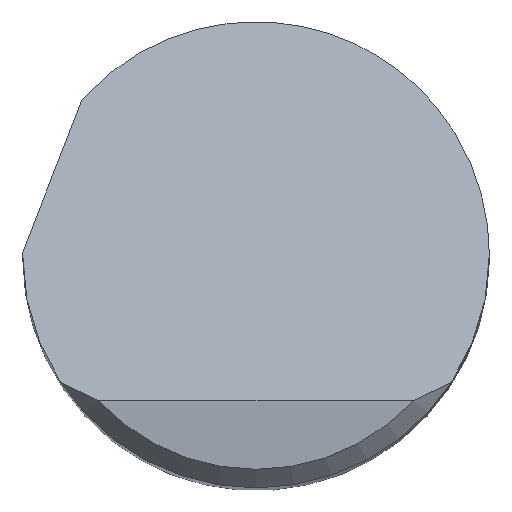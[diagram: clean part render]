
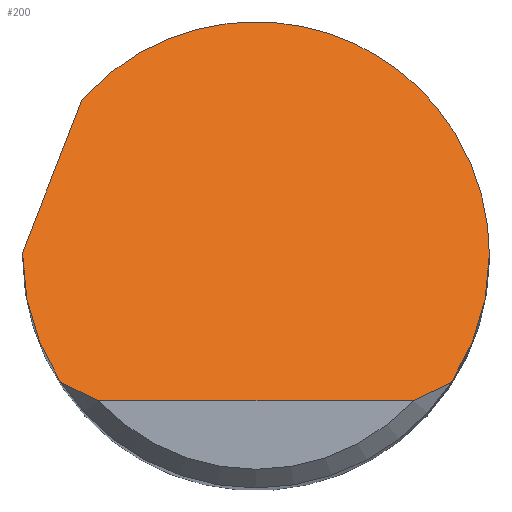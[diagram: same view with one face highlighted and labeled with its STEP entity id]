
A CAD part, top view. The second image highlights one B-rep face of the part: STEP entity #200.
In plain terms, the highlighted planar face has unit normal (0, 0.707, 0.707).
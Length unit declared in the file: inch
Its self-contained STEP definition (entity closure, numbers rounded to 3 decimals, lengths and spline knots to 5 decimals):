
#16 = VERTEX_POINT ( 'NONE', #353 ) ;
#36 = ORIENTED_EDGE ( 'NONE', *, *, #208, .T. ) ;
#42 = LINE ( 'NONE', #582, #92 ) ;
#52 = CARTESIAN_POINT ( 'NONE',  ( -0.23064, -0.10912, 2.49162 ) ) ;
#61 = CARTESIAN_POINT ( 'NONE',  ( 0.1875, 0., 2.3825 ) ) ;
#70 = CARTESIAN_POINT ( 'NONE',  ( 0.1369, -0.11288, 2.49538 ) ) ;
#75 = CARTESIAN_POINT ( 'NONE',  ( -0.1875, 0., 2.3825 ) ) ;
#92 = VECTOR ( 'NONE', #523, 39.37008 ) ;
#99 = B_SPLINE_CURVE_WITH_KNOTS ( 'NONE', 3,
 ( #310, #70, #372, #188 ),
 .UNSPECIFIED., .F., .F.,
 ( 4, 4 ),
 ( 0., 0.00095 ),
 .UNSPECIFIED. ) ;
#111 = FACE_OUTER_BOUND ( 'NONE', #565, .T. ) ;
#147 = VERTEX_POINT ( 'NONE', #580 ) ;
#164 = EDGE_CURVE ( 'NONE', #147, #245, #758, .T. ) ;
#168 = DIRECTION ( 'NONE',  ( 0.265, 0.682, -0.682 ) ) ;
#171 = CARTESIAN_POINT ( 'NONE',  ( -0.1875, -0.1175, 2.5 ) ) ;
#176 = CARTESIAN_POINT ( 'NONE',  ( -0.1875, 0., 2.3825 ) ) ;
#178 = VERTEX_POINT ( 'NONE', #690 ) ;
#188 = CARTESIAN_POINT ( 'NONE',  ( 0.157, -0.1025, 2.485 ) ) ;
#200 = ADVANCED_FACE ( 'NONE', ( #111 ), #697, .F. ) ;
#208 = EDGE_CURVE ( 'NONE', #369, #214, #42, .T. ) ;
#211 = EDGE_CURVE ( 'NONE', #244, #618, #462, .T. ) ;
#214 = VERTEX_POINT ( 'NONE', #290 ) ;
#223 = DIRECTION ( 'NONE',  ( 0., 0.707, -0.707 ) ) ;
#244 = VERTEX_POINT ( 'NONE', #247 ) ;
#245 = VERTEX_POINT ( 'NONE', #254 ) ;
#247 = CARTESIAN_POINT ( 'NONE',  ( -0.157, -0.1025, 2.485 ) ) ;
#254 = CARTESIAN_POINT ( 'NONE',  ( -0.13971, 0.12505, 2.25745 ) ) ;
#265 = CARTESIAN_POINT ( 'NONE',  ( -0.14711, -0.10785, 2.49035 ) ) ;
#273 =( BOUNDED_CURVE ( )  B_SPLINE_CURVE ( 3, ( #332, #630, #571, #636 ),
 .UNSPECIFIED., .F., .F. ) 
 B_SPLINE_CURVE_WITH_KNOTS ( ( 4, 4 ),
 ( 5.44247, 7.85398 ),
 .UNSPECIFIED. ) 
 CURVE ( )  GEOMETRIC_REPRESENTATION_ITEM ( )  RATIONAL_B_SPLINE_CURVE ( ( 1., 0.571, 0.571, 1. ) ) 
 REPRESENTATION_ITEM ( '' )  );
#290 = CARTESIAN_POINT ( 'NONE',  ( 0.12629, -0.1175, 2.5 ) ) ;
#310 = CARTESIAN_POINT ( 'NONE',  ( 0.12629, -0.1175, 2.5 ) ) ;
#332 = CARTESIAN_POINT ( 'NONE',  ( -0.13971, 0.12505, 2.25745 ) ) ;
#343 = CARTESIAN_POINT ( 'NONE',  ( -0.1875, 0.00067, 2.38183 ) ) ;
#345 = CARTESIAN_POINT ( 'NONE',  ( 0.17704, -0.0718, 2.4543 ) ) ;
#353 = CARTESIAN_POINT ( 'NONE',  ( 0.1875, 0., 2.3825 ) ) ;
#355 = EDGE_CURVE ( 'NONE', #618, #147, #751, .T. ) ;
#369 = VERTEX_POINT ( 'NONE', #379 ) ;
#372 = CARTESIAN_POINT ( 'NONE',  ( 0.14711, -0.10785, 2.49035 ) ) ;
#379 = CARTESIAN_POINT ( 'NONE',  ( -0.12629, -0.1175, 2.5 ) ) ;
#385 = CARTESIAN_POINT ( 'NONE',  ( -0.1875, 0.00133, 2.38117 ) ) ;
#402 = DIRECTION ( 'NONE',  ( 0., -0.707, -0.707 ) ) ;
#404 = CARTESIAN_POINT ( 'NONE',  ( 0.157, -0.1025, 2.485 ) ) ;
#406 = B_SPLINE_CURVE_WITH_KNOTS ( 'NONE', 3,
 ( #550, #265, #673, #498 ),
 .UNSPECIFIED., .F., .F.,
 ( 4, 4 ),
 ( 0., 0.00095 ),
 .UNSPECIFIED. ) ;
#417 = AXIS2_PLACEMENT_3D ( 'NONE', #171, #402, #223 ) ;
#425 = CARTESIAN_POINT ( 'NONE',  ( -0.17704, -0.0718, 2.4543 ) ) ;
#432 = ORIENTED_EDGE ( 'NONE', *, *, #504, .F. ) ;
#462 =( BOUNDED_CURVE ( )  B_SPLINE_CURVE ( 3, ( #535, #425, #717, #176 ),
 .UNSPECIFIED., .F., .F. ) 
 B_SPLINE_CURVE_WITH_KNOTS ( ( 4, 4 ),
 ( 4.13401, 4.71239 ),
 .UNSPECIFIED. ) 
 CURVE ( )  GEOMETRIC_REPRESENTATION_ITEM ( )  RATIONAL_B_SPLINE_CURVE ( ( 1., 0.972, 0.972, 1. ) ) 
 REPRESENTATION_ITEM ( '' )  );
#498 = CARTESIAN_POINT ( 'NONE',  ( -0.12629, -0.1175, 2.5 ) ) ;
#499 = ORIENTED_EDGE ( 'NONE', *, *, #164, .F. ) ;
#504 = EDGE_CURVE ( 'NONE', #16, #178, #698, .T. ) ;
#505 = ORIENTED_EDGE ( 'NONE', *, *, #355, .F. ) ;
#523 = DIRECTION ( 'NONE',  ( 1., 0., 0. ) ) ;
#527 = EDGE_CURVE ( 'NONE', #244, #369, #406, .T. ) ;
#535 = CARTESIAN_POINT ( 'NONE',  ( -0.157, -0.1025, 2.485 ) ) ;
#550 = CARTESIAN_POINT ( 'NONE',  ( -0.157, -0.1025, 2.485 ) ) ;
#557 = CARTESIAN_POINT ( 'NONE',  ( -0.1875, 0., 2.3825 ) ) ;
#565 = EDGE_LOOP ( 'NONE', ( #36, #684, #432, #725, #499, #505, #596, #569 ) ) ;
#569 = ORIENTED_EDGE ( 'NONE', *, *, #527, .T. ) ;
#571 = CARTESIAN_POINT ( 'NONE',  ( 0.1875, 0.20437, 2.17813 ) ) ;
#572 = EDGE_CURVE ( 'NONE', #214, #178, #99, .T. ) ;
#580 = CARTESIAN_POINT ( 'NONE',  ( -0.18749, 0.002, 2.3805 ) ) ;
#582 = CARTESIAN_POINT ( 'NONE',  ( 0., -0.1175, 2.5 ) ) ;
#596 = ORIENTED_EDGE ( 'NONE', *, *, #211, .F. ) ;
#618 = VERTEX_POINT ( 'NONE', #75 ) ;
#630 = CARTESIAN_POINT ( 'NONE',  ( -0.00341, 0.27733, 2.10517 ) ) ;
#636 = CARTESIAN_POINT ( 'NONE',  ( 0.1875, 0., 2.3825 ) ) ;
#658 = EDGE_CURVE ( 'NONE', #245, #16, #273, .T. ) ;
#670 = VECTOR ( 'NONE', #168, 39.37008 ) ;
#673 = CARTESIAN_POINT ( 'NONE',  ( -0.1369, -0.11288, 2.49538 ) ) ;
#684 = ORIENTED_EDGE ( 'NONE', *, *, #572, .T. ) ;
#690 = CARTESIAN_POINT ( 'NONE',  ( 0.157, -0.1025, 2.485 ) ) ;
#697 = PLANE ( 'NONE',  #417 ) ;
#698 =( BOUNDED_CURVE ( )  B_SPLINE_CURVE ( 3, ( #61, #702, #345, #404 ),
 .UNSPECIFIED., .F., .F. ) 
 B_SPLINE_CURVE_WITH_KNOTS ( ( 4, 4 ),
 ( 1.5708, 2.14917 ),
 .UNSPECIFIED. ) 
 CURVE ( )  GEOMETRIC_REPRESENTATION_ITEM ( )  RATIONAL_B_SPLINE_CURVE ( ( 1., 0.972, 0.972, 1. ) ) 
 REPRESENTATION_ITEM ( '' )  );
#702 = CARTESIAN_POINT ( 'NONE',  ( 0.1875, -0.03666, 2.41916 ) ) ;
#717 = CARTESIAN_POINT ( 'NONE',  ( -0.1875, -0.03666, 2.41916 ) ) ;
#725 = ORIENTED_EDGE ( 'NONE', *, *, #658, .F. ) ;
#731 = CARTESIAN_POINT ( 'NONE',  ( -0.18749, 0.002, 2.3805 ) ) ;
#751 =( BOUNDED_CURVE ( )  B_SPLINE_CURVE ( 3, ( #557, #343, #385, #731 ),
 .UNSPECIFIED., .F., .F. ) 
 B_SPLINE_CURVE_WITH_KNOTS ( ( 4, 4 ),
 ( 4.71239, 4.72306 ),
 .UNSPECIFIED. ) 
 CURVE ( )  GEOMETRIC_REPRESENTATION_ITEM ( )  RATIONAL_B_SPLINE_CURVE ( ( 1., 1., 1., 1. ) ) 
 REPRESENTATION_ITEM ( '' )  );
#758 = LINE ( 'NONE', #52, #670 ) ;
